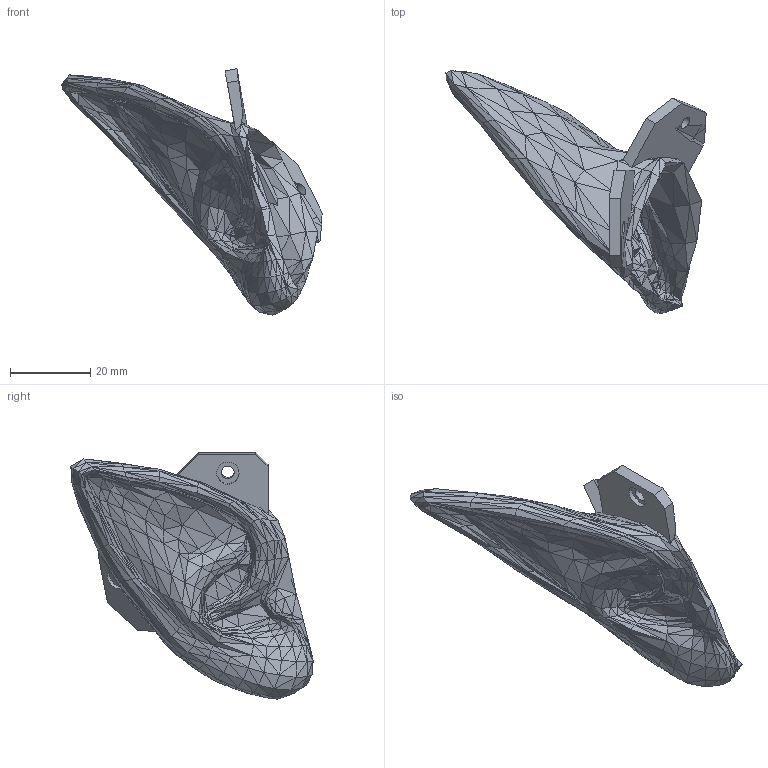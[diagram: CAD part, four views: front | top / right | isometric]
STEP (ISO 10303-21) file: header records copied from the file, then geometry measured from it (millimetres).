
FILE_DESCRIPTION(/* description */ (''),/* implementation_level */ '2;1');
FILE_NAME(/* name */ 'Right Elf Ear v1.step',/* time_stamp */ '2021-04-16T20:20:52+01:00',/* author */ (''),/* organization */ (''),/* preprocessor_version */ 'ST-DEVELOPER v18.1',/* originating_system */ 'Autodesk Translation Framework v10.6.0.1341',/* authorisation */ '');
FILE_SCHEMA (('AUTOMOTIVE_DESIGN { 1 0 10303 214 3 1 1 }'));
Length unit declared in the file: millimetre
Products named in the file (2): Right Elf Ear; Right Elf Ear wtabs
Assembly tree (1 placements, depth 2):
  Right Elf Ear
    Right Elf Ear wtabs
Bounding box: 64.65 x 60.23 x 61.26 mm (x, y, z)
Volume: 14745.7 mm3; surface area: 13585.6 mm2
Topology: 1 solids, 2 shells, 1695 faces, 2716 edges, 1025 vertices
Faces by surface type: plane 1691, cylinder 4
Full cylindrical faces by diameter (mm): 3.2 x2, 5.6 x2
Entity records: 34714 total; most frequent: DIRECTION 6126, CARTESIAN_POINT 5439, ORIENTED_EDGE 5432, EDGE_CURVE 2716, LINE 2702, VECTOR 2702, AXIS2_PLACEMENT_3D 1712, EDGE_LOOP 1699
